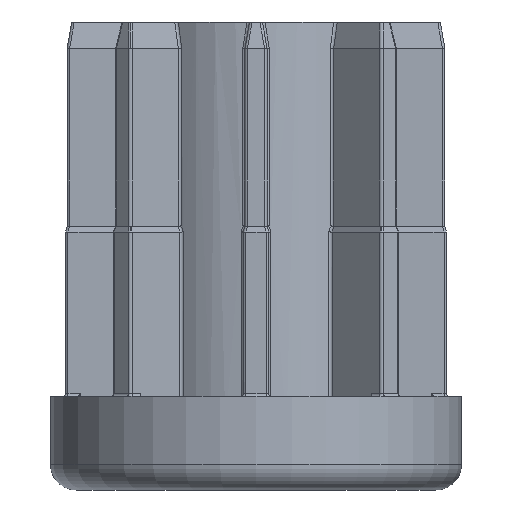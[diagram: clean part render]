
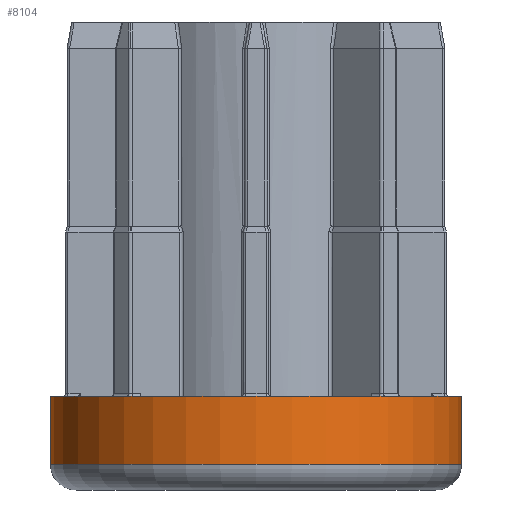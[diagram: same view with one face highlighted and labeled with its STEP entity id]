
A CAD part, front view. The second image highlights one B-rep face of the part: STEP entity #8104.
In plain terms, the highlighted cylindrical face has radius 24.15 mm (diameter 48.3 mm), a partial arc.
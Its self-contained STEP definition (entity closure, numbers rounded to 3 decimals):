
#466 = DIRECTION ( 'NONE',  ( 0., 0., 1. ) ) ;
#1146 = VECTOR ( 'NONE', #10000, 1000. ) ;
#1303 = LINE ( 'NONE', #4991, #1146 ) ;
#1696 = CIRCLE ( 'NONE', #5480, 24.15 ) ;
#2235 = CIRCLE ( 'NONE', #4345, 24.15 ) ;
#2308 = VERTEX_POINT ( 'NONE', #4976 ) ;
#2998 = VERTEX_POINT ( 'NONE', #11246 ) ;
#3251 = CARTESIAN_POINT ( 'NONE',  ( 0., 0., 11. ) ) ;
#3401 = EDGE_LOOP ( 'NONE', ( #8753, #9477, #9775, #10283 ) ) ;
#3596 = VERTEX_POINT ( 'NONE', #3714 ) ;
#3714 = CARTESIAN_POINT ( 'NONE',  ( -24.15, 0., 11. ) ) ;
#3944 = EDGE_CURVE ( 'NONE', #2308, #7680, #9501, .T. ) ;
#4305 = DIRECTION ( 'NONE',  ( 0., 0., -1. ) ) ;
#4345 = AXIS2_PLACEMENT_3D ( 'NONE', #10639, #4631, #11637 ) ;
#4631 = DIRECTION ( 'NONE',  ( 0., 0., 1. ) ) ;
#4976 = CARTESIAN_POINT ( 'NONE',  ( 24.15, 0., 11. ) ) ;
#4991 = CARTESIAN_POINT ( 'NONE',  ( -24.15, 0., 11. ) ) ;
#4997 = AXIS2_PLACEMENT_3D ( 'NONE', #3251, #4305, #6343 ) ;
#5086 = EDGE_CURVE ( 'NONE', #3596, #2998, #1303, .T. ) ;
#5480 = AXIS2_PLACEMENT_3D ( 'NONE', #6803, #466, #7806 ) ;
#6343 = DIRECTION ( 'NONE',  ( -1., 0., 0. ) ) ;
#6803 = CARTESIAN_POINT ( 'NONE',  ( 0., 0., 11. ) ) ;
#7046 = DIRECTION ( 'NONE',  ( 0., 0., -1. ) ) ;
#7680 = VERTEX_POINT ( 'NONE', #13300 ) ;
#7759 = FACE_OUTER_BOUND ( 'NONE', #3401, .T. ) ;
#7806 = DIRECTION ( 'NONE',  ( 1., 0., 0. ) ) ;
#7827 = EDGE_CURVE ( 'NONE', #3596, #2308, #1696, .T. ) ;
#8104 = ADVANCED_FACE ( 'NONE', ( #7759 ), #9717, .T. ) ;
#8489 = EDGE_CURVE ( 'NONE', #2998, #7680, #2235, .T. ) ;
#8753 = ORIENTED_EDGE ( 'NONE', *, *, #3944, .F. ) ;
#9365 = VECTOR ( 'NONE', #7046, 1000. ) ;
#9477 = ORIENTED_EDGE ( 'NONE', *, *, #7827, .F. ) ;
#9501 = LINE ( 'NONE', #9979, #9365 ) ;
#9717 = CYLINDRICAL_SURFACE ( 'NONE', #4997, 24.15 ) ;
#9775 = ORIENTED_EDGE ( 'NONE', *, *, #5086, .T. ) ;
#9979 = CARTESIAN_POINT ( 'NONE',  ( 24.15, 0., 11. ) ) ;
#10000 = DIRECTION ( 'NONE',  ( 0., 0., -1. ) ) ;
#10283 = ORIENTED_EDGE ( 'NONE', *, *, #8489, .T. ) ;
#10639 = CARTESIAN_POINT ( 'NONE',  ( 0., 0., 3. ) ) ;
#11246 = CARTESIAN_POINT ( 'NONE',  ( -24.15, 0., 3. ) ) ;
#11637 = DIRECTION ( 'NONE',  ( 1., 0., 0. ) ) ;
#13300 = CARTESIAN_POINT ( 'NONE',  ( 24.15, 0., 3. ) ) ;
